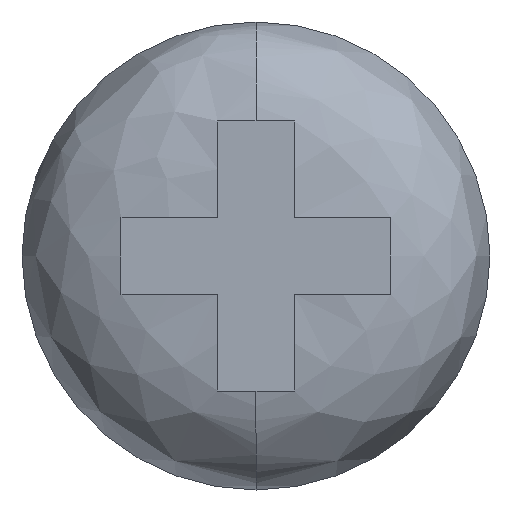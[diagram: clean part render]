
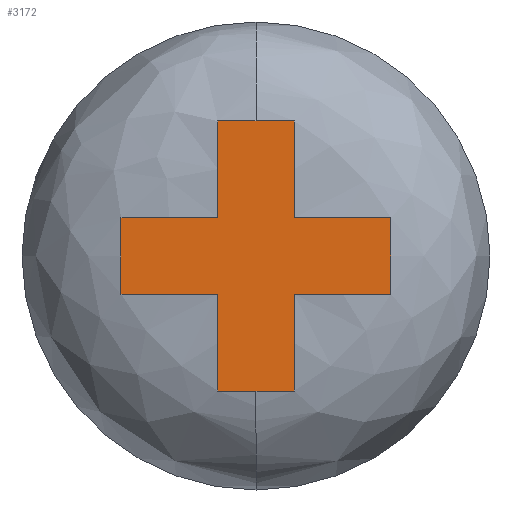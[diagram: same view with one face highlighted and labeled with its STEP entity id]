
A CAD part, front view. The second image highlights one B-rep face of the part: STEP entity #3172.
In plain terms, the highlighted planar face has unit normal (0, -1, 0).
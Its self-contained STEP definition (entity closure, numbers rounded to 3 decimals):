
#46 = CARTESIAN_POINT ( 'NONE',  ( 0.075, 4.702, 134.5 ) ) ;
#126 = ORIENTED_EDGE ( 'NONE', *, *, #8007, .F. ) ;
#314 = CARTESIAN_POINT ( 'NONE',  ( -1., 4.702, 136.425 ) ) ;
#460 = DIRECTION ( 'NONE',  ( 0., 0., -1. ) ) ;
#776 = VECTOR ( 'NONE', #5366, 1000. ) ;
#985 = PLANE ( 'NONE',  #2634 ) ;
#1005 = VECTOR ( 'NONE', #2542, 1000. ) ;
#1013 = EDGE_CURVE ( 'NONE', #3032, #3983, #6698, .T. ) ;
#1026 = VECTOR ( 'NONE', #3565, 1000. ) ;
#1087 = VERTEX_POINT ( 'NONE', #46 ) ;
#1094 = DIRECTION ( 'NONE',  ( -1., 0., 0. ) ) ;
#1141 = VECTOR ( 'NONE', #9177, 1000. ) ;
#1156 = ORIENTED_EDGE ( 'NONE', *, *, #7654, .F. ) ;
#1254 = VECTOR ( 'NONE', #2087, 1000. ) ;
#1342 = VECTOR ( 'NONE', #460, 1000. ) ;
#1406 = CARTESIAN_POINT ( 'NONE',  ( 0.925, 4.702, 137.5 ) ) ;
#1693 = VERTEX_POINT ( 'NONE', #8343 ) ;
#1769 = ORIENTED_EDGE ( 'NONE', *, *, #1875, .F. ) ;
#1773 = DIRECTION ( 'NONE',  ( 0., 0., 1. ) ) ;
#1875 = EDGE_CURVE ( 'NONE', #2648, #3877, #4167, .T. ) ;
#1895 = EDGE_CURVE ( 'NONE', #3983, #1693, #8656, .T. ) ;
#2087 = DIRECTION ( 'NONE',  ( 0., 0., 1. ) ) ;
#2257 = EDGE_CURVE ( 'NONE', #1693, #6021, #3228, .T. ) ;
#2497 = CARTESIAN_POINT ( 'NONE',  ( 0.925, 4.702, 134.5 ) ) ;
#2505 = EDGE_LOOP ( 'NONE', ( #1769, #3687, #5397, #9520, #4248, #2973, #126, #1156, #3496, #8031, #4295, #7504 ) ) ;
#2542 = DIRECTION ( 'NONE',  ( 1., 0., 0. ) ) ;
#2634 = AXIS2_PLACEMENT_3D ( 'NONE', #3996, #6211, #1773 ) ;
#2644 = EDGE_CURVE ( 'NONE', #6021, #8723, #3397, .T. ) ;
#2648 = VERTEX_POINT ( 'NONE', #7190 ) ;
#2766 = LINE ( 'NONE', #5544, #6462 ) ;
#2778 = CARTESIAN_POINT ( 'NONE',  ( 0.075, 4.702, 137.5 ) ) ;
#2780 = LINE ( 'NONE', #4301, #1254 ) ;
#2973 = ORIENTED_EDGE ( 'NONE', *, *, #1013, .F. ) ;
#3005 = EDGE_CURVE ( 'NONE', #8723, #2648, #4558, .T. ) ;
#3032 = VERTEX_POINT ( 'NONE', #6186 ) ;
#3036 = VERTEX_POINT ( 'NONE', #2497 ) ;
#3099 = CARTESIAN_POINT ( 'NONE',  ( -1., 4.702, 135.575 ) ) ;
#3172 = ADVANCED_FACE ( 'NONE', ( #6518 ), #985, .F. ) ;
#3228 = LINE ( 'NONE', #1406, #9119 ) ;
#3397 = LINE ( 'NONE', #5712, #7330 ) ;
#3450 = CARTESIAN_POINT ( 'NONE',  ( 0.075, 4.702, 135.575 ) ) ;
#3496 = ORIENTED_EDGE ( 'NONE', *, *, #7275, .F. ) ;
#3565 = DIRECTION ( 'NONE',  ( 0., 0., 1. ) ) ;
#3620 = DIRECTION ( 'NONE',  ( 0., 0., -1. ) ) ;
#3687 = ORIENTED_EDGE ( 'NONE', *, *, #3005, .F. ) ;
#3719 = VERTEX_POINT ( 'NONE', #7670 ) ;
#3877 = VERTEX_POINT ( 'NONE', #7826 ) ;
#3938 = DIRECTION ( 'NONE',  ( 0., 0., -1. ) ) ;
#3983 = VERTEX_POINT ( 'NONE', #2778 ) ;
#3996 = CARTESIAN_POINT ( 'NONE',  ( 0., 4.702, 0. ) ) ;
#4021 = CARTESIAN_POINT ( 'NONE',  ( 0.075, 4.702, 135.575 ) ) ;
#4167 = LINE ( 'NONE', #9057, #6679 ) ;
#4248 = ORIENTED_EDGE ( 'NONE', *, *, #1895, .F. ) ;
#4295 = ORIENTED_EDGE ( 'NONE', *, *, #8026, .F. ) ;
#4301 = CARTESIAN_POINT ( 'NONE',  ( -1., 4.702, 136.425 ) ) ;
#4315 = CARTESIAN_POINT ( 'NONE',  ( 0.075, 4.702, 137.5 ) ) ;
#4558 = LINE ( 'NONE', #5401, #7799 ) ;
#4644 = DIRECTION ( 'NONE',  ( -1., 0., 0. ) ) ;
#4974 = DIRECTION ( 'NONE',  ( 1., 0., 0. ) ) ;
#5366 = DIRECTION ( 'NONE',  ( 1., 0., 0. ) ) ;
#5397 = ORIENTED_EDGE ( 'NONE', *, *, #2644, .F. ) ;
#5401 = CARTESIAN_POINT ( 'NONE',  ( 2., 4.702, 136.425 ) ) ;
#5544 = CARTESIAN_POINT ( 'NONE',  ( 0.075, 4.702, 134.5 ) ) ;
#5712 = CARTESIAN_POINT ( 'NONE',  ( 0.925, 4.702, 136.425 ) ) ;
#6014 = LINE ( 'NONE', #3099, #7766 ) ;
#6021 = VERTEX_POINT ( 'NONE', #6702 ) ;
#6186 = CARTESIAN_POINT ( 'NONE',  ( 0.075, 4.702, 136.425 ) ) ;
#6211 = DIRECTION ( 'NONE',  ( 0., 1., 0. ) ) ;
#6462 = VECTOR ( 'NONE', #1094, 1000. ) ;
#6518 = FACE_OUTER_BOUND ( 'NONE', #2505, .T. ) ;
#6585 = LINE ( 'NONE', #4021, #1141 ) ;
#6679 = VECTOR ( 'NONE', #4644, 1000. ) ;
#6680 = LINE ( 'NONE', #314, #1005 ) ;
#6698 = LINE ( 'NONE', #4315, #1026 ) ;
#6702 = CARTESIAN_POINT ( 'NONE',  ( 0.925, 4.702, 136.425 ) ) ;
#7190 = CARTESIAN_POINT ( 'NONE',  ( 2., 4.702, 135.575 ) ) ;
#7230 = CARTESIAN_POINT ( 'NONE',  ( 2., 4.702, 136.425 ) ) ;
#7275 = EDGE_CURVE ( 'NONE', #8653, #3719, #6014, .T. ) ;
#7330 = VECTOR ( 'NONE', #4974, 1000. ) ;
#7406 = EDGE_CURVE ( 'NONE', #1087, #8653, #6585, .T. ) ;
#7504 = ORIENTED_EDGE ( 'NONE', *, *, #8644, .F. ) ;
#7531 = DIRECTION ( 'NONE',  ( -1., 0., 0. ) ) ;
#7578 = CARTESIAN_POINT ( 'NONE',  ( 0.075, 4.702, 137.5 ) ) ;
#7654 = EDGE_CURVE ( 'NONE', #3719, #8381, #2780, .T. ) ;
#7670 = CARTESIAN_POINT ( 'NONE',  ( -1., 4.702, 135.575 ) ) ;
#7766 = VECTOR ( 'NONE', #7531, 1000. ) ;
#7799 = VECTOR ( 'NONE', #3938, 1000. ) ;
#7826 = CARTESIAN_POINT ( 'NONE',  ( 0.925, 4.702, 135.575 ) ) ;
#7851 = CARTESIAN_POINT ( 'NONE',  ( 0.925, 4.702, 135.575 ) ) ;
#8007 = EDGE_CURVE ( 'NONE', #8381, #3032, #6680, .T. ) ;
#8026 = EDGE_CURVE ( 'NONE', #3036, #1087, #2766, .T. ) ;
#8031 = ORIENTED_EDGE ( 'NONE', *, *, #7406, .F. ) ;
#8343 = CARTESIAN_POINT ( 'NONE',  ( 0.925, 4.702, 137.5 ) ) ;
#8381 = VERTEX_POINT ( 'NONE', #8973 ) ;
#8644 = EDGE_CURVE ( 'NONE', #3877, #3036, #8984, .T. ) ;
#8653 = VERTEX_POINT ( 'NONE', #3450 ) ;
#8656 = LINE ( 'NONE', #7578, #776 ) ;
#8723 = VERTEX_POINT ( 'NONE', #7230 ) ;
#8973 = CARTESIAN_POINT ( 'NONE',  ( -1., 4.702, 136.425 ) ) ;
#8984 = LINE ( 'NONE', #7851, #1342 ) ;
#9057 = CARTESIAN_POINT ( 'NONE',  ( 0.925, 4.702, 135.575 ) ) ;
#9119 = VECTOR ( 'NONE', #3620, 1000. ) ;
#9177 = DIRECTION ( 'NONE',  ( 0., 0., 1. ) ) ;
#9520 = ORIENTED_EDGE ( 'NONE', *, *, #2257, .F. ) ;
